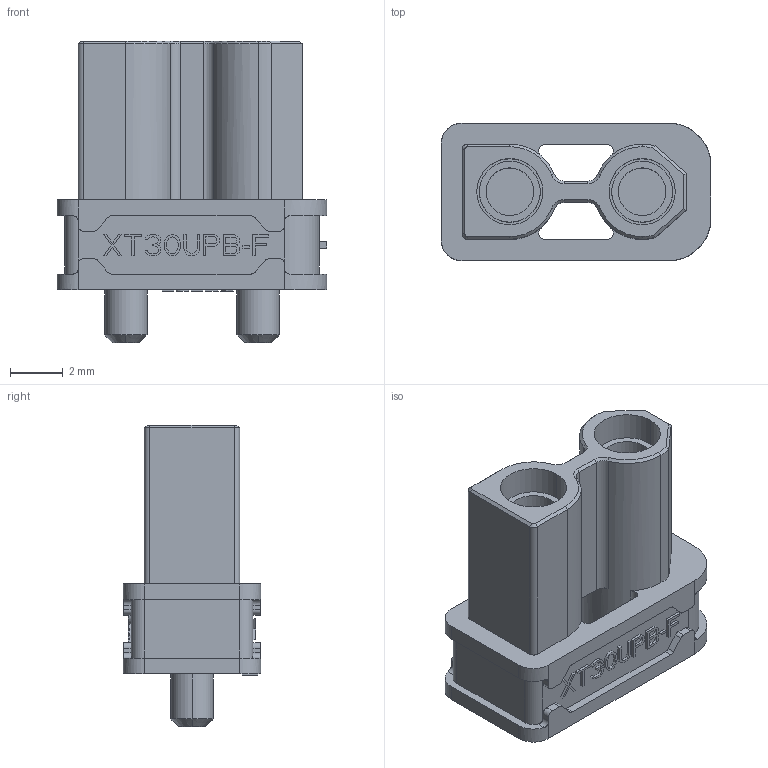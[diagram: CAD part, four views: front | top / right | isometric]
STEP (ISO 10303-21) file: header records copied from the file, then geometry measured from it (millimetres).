
FILE_DESCRIPTION (( 'STEP AP214' ), '1' );
FILE_NAME ('CONN-TH_XT30UPB-F.step', '2024-03-15T11:44:27', ( '' ), ( '' ), 'SwSTEP 2.0', 'SolidWorks 2022', '' );
FILE_SCHEMA (( 'AUTOMOTIVE_DESIGN' ));
Length unit declared in the file: millimetre
Products named in the file (5): 3D_PCB1_2024-03-15.step; CONN-TH_XT30UPB-F; COMPOUND.step; CONN-TH_XT30UPB-F.step; CN1.step
Assembly tree (4 placements, depth 5):
  CONN-TH_XT30UPB-F
    3D_PCB1_2024-03-15.step
      CN1.step
        CONN-TH_XT30UPB-F.step
          COMPOUND.step
Bounding box: 10.2 x 5.2 x 11.4 mm (x, y, z)
Volume: 216.9 mm3; surface area: 651.7 mm2
Topology: 3 solids, 3 shells, 753 faces, 2093 edges, 1382 vertices
Faces by surface type: plane 647, cylinder 86, cone 20
Entity records: 25293 total; most frequent: CARTESIAN_POINT 4336, ORIENTED_EDGE 4186, DIRECTION 3787, EDGE_CURVE 2093, VECTOR 1885, LINE 1885, VERTEX_POINT 1382, AXIS2_PLACEMENT_3D 951
